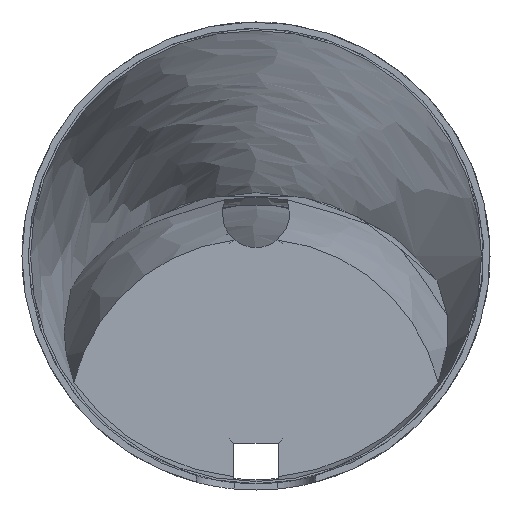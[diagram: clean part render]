
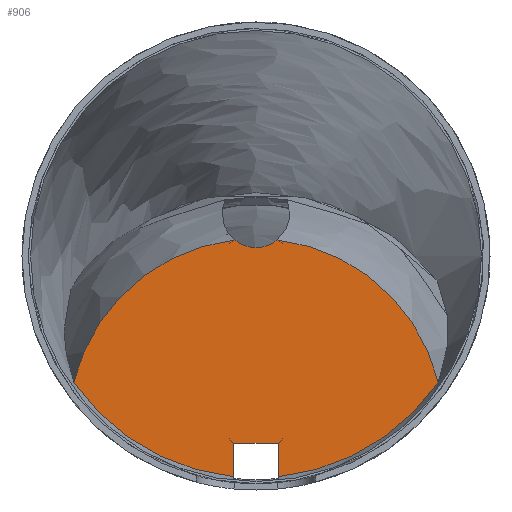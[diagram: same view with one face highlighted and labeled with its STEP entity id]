
A CAD part, front view. The second image highlights one B-rep face of the part: STEP entity #906.
In plain terms, the highlighted planar face has unit normal (0, -1, 0).
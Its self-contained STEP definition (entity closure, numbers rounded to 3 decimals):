
#69=CIRCLE('',#987,26.068);
#70=CIRCLE('',#988,26.068);
#71=CIRCLE('',#990,4.);
#73=CIRCLE('',#993,22.025);
#75=CIRCLE('',#995,22.025);
#105=LINE('',#1725,#158);
#108=LINE('',#1730,#161);
#112=LINE('',#1738,#165);
#158=VECTOR('',#1083,10.);
#161=VECTOR('',#1088,10.);
#165=VECTOR('',#1094,10.);
#211=PLANE('',#1002);
#256=FACE_OUTER_BOUND('',#307,.T.);
#307=EDGE_LOOP('',(#802,#803,#804,#805,#806,#807,#808,#809));
#404=VERTEX_POINT('',#1722);
#405=VERTEX_POINT('',#1724);
#406=VERTEX_POINT('',#1728);
#409=VERTEX_POINT('',#1737);
#429=VERTEX_POINT('',#2036);
#436=VERTEX_POINT('',#2096);
#437=VERTEX_POINT('',#2109);
#438=VERTEX_POINT('',#2110);
#507=EDGE_CURVE('',#405,#404,#105,.T.);
#510=EDGE_CURVE('',#404,#406,#108,.T.);
#514=EDGE_CURVE('',#409,#405,#112,.T.);
#543=EDGE_CURVE('',#429,#409,#69,.F.);
#551=EDGE_CURVE('',#406,#436,#70,.F.);
#552=EDGE_CURVE('',#437,#438,#71,.T.);
#563=EDGE_CURVE('',#437,#436,#73,.F.);
#565=EDGE_CURVE('',#429,#438,#75,.F.);
#802=ORIENTED_EDGE('',*,*,#510,.T.);
#803=ORIENTED_EDGE('',*,*,#551,.T.);
#804=ORIENTED_EDGE('',*,*,#563,.F.);
#805=ORIENTED_EDGE('',*,*,#552,.T.);
#806=ORIENTED_EDGE('',*,*,#565,.F.);
#807=ORIENTED_EDGE('',*,*,#543,.T.);
#808=ORIENTED_EDGE('',*,*,#514,.T.);
#809=ORIENTED_EDGE('',*,*,#507,.T.);
#906=ADVANCED_FACE('',(#256),#211,.T.);
#987=AXIS2_PLACEMENT_3D('',#2037,#1137,#1138);
#988=AXIS2_PLACEMENT_3D('',#2107,#1139,#1140);
#990=AXIS2_PLACEMENT_3D('',#2111,#1143,#1144);
#993=AXIS2_PLACEMENT_3D('',#2267,#1149,#1150);
#995=AXIS2_PLACEMENT_3D('',#2269,#1153,#1154);
#1002=AXIS2_PLACEMENT_3D('',#2303,#1175,#1176);
#1083=DIRECTION('',(1.,0.,0.));
#1088=DIRECTION('',(0.,0.,-1.));
#1094=DIRECTION('',(0.,0.,1.));
#1137=DIRECTION('center_axis',(0.,1.,0.));
#1138=DIRECTION('ref_axis',(-0.822,0.,-0.57));
#1139=DIRECTION('center_axis',(0.,1.,0.));
#1140=DIRECTION('ref_axis',(0.1,0.,-0.995));
#1143=DIRECTION('center_axis',(0.,1.,0.));
#1144=DIRECTION('ref_axis',(1.,0.,0.));
#1149=DIRECTION('center_axis',(0.,-1.,0.));
#1150=DIRECTION('ref_axis',(0.,0.,1.));
#1153=DIRECTION('center_axis',(0.,-1.,0.));
#1154=DIRECTION('ref_axis',(0.,0.,1.));
#1175=DIRECTION('center_axis',(0.,-1.,0.));
#1176=DIRECTION('ref_axis',(0.,0.,-1.));
#1722=CARTESIAN_POINT('',(2.6,4.,-22.));
#1724=CARTESIAN_POINT('',(-2.6,4.,-22.));
#1725=CARTESIAN_POINT('',(1.3,4.,-22.));
#1728=CARTESIAN_POINT('',(2.6,4.,-25.938));
#1730=CARTESIAN_POINT('',(2.6,4.,-15.384));
#1737=CARTESIAN_POINT('',(-2.6,4.,-25.938));
#1738=CARTESIAN_POINT('',(-2.6,4.,-10.384));
#2036=CARTESIAN_POINT('',(-21.417,4.,-14.861));
#2037=CARTESIAN_POINT('Origin',(0.,4.,0.));
#2096=CARTESIAN_POINT('',(21.417,4.,-14.861));
#2107=CARTESIAN_POINT('Origin',(0.,4.,0.));
#2109=CARTESIAN_POINT('',(2.506,4.,1.882));
#2110=CARTESIAN_POINT('',(-2.506,4.,1.882));
#2111=CARTESIAN_POINT('Origin',(0.,4.,5.));
#2267=CARTESIAN_POINT('Origin',(0.,4.,-20.));
#2269=CARTESIAN_POINT('Origin',(0.,4.,-20.));
#2303=CARTESIAN_POINT('Origin',(0.,4.,1.233));
